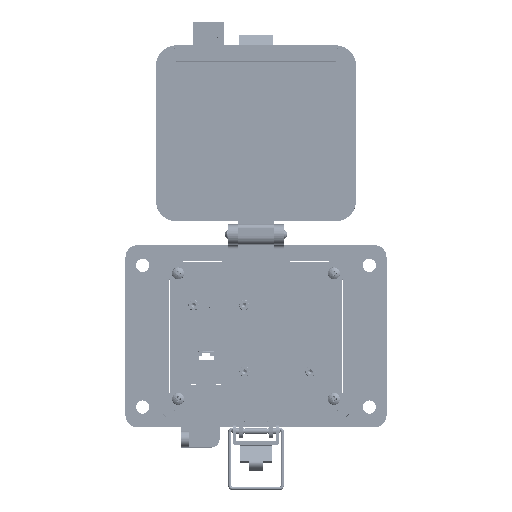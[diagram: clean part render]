
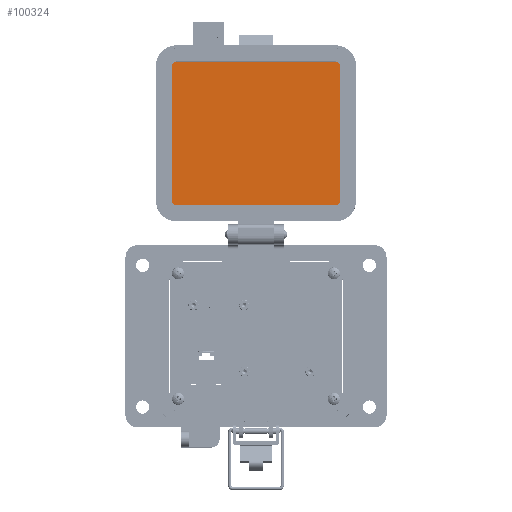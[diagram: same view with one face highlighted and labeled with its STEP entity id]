
A CAD part, top view. The second image highlights one B-rep face of the part: STEP entity #100324.
In plain terms, the highlighted planar face has unit normal (0, 0, 1).
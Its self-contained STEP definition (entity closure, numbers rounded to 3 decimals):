
#9244 = ORIENTED_EDGE ( 'NONE', *, *, #66854, .F. ) ;
#9390 = AXIS2_PLACEMENT_3D ( 'NONE', #104312, #105186, #146645 ) ;
#10936 = CARTESIAN_POINT ( 'NONE',  ( 38.212, 93.196, 19.202 ) ) ;
#13135 = CARTESIAN_POINT ( 'NONE',  ( -42.469, 60.004, 19.202 ) ) ;
#15672 = EDGE_CURVE ( 'NONE', #31511, #147010, #64786, .T. ) ;
#18627 = VERTEX_POINT ( 'NONE', #119251 ) ;
#19507 = DIRECTION ( 'NONE',  ( 0., 0., -1. ) ) ;
#24577 = ORIENTED_EDGE ( 'NONE', *, *, #62310, .F. ) ;
#25928 = VERTEX_POINT ( 'NONE', #55582 ) ;
#27153 = ORIENTED_EDGE ( 'NONE', *, *, #165416, .F. ) ;
#31511 = VERTEX_POINT ( 'NONE', #88768 ) ;
#31919 = CARTESIAN_POINT ( 'NONE',  ( -42.469, 126.389, 19.202 ) ) ;
#35861 = VECTOR ( 'NONE', #86404, 1000. ) ;
#37551 = VERTEX_POINT ( 'NONE', #169620 ) ;
#46479 = LINE ( 'NONE', #113534, #54230 ) ;
#49753 = ORIENTED_EDGE ( 'NONE', *, *, #15672, .F. ) ;
#51046 = VECTOR ( 'NONE', #118571, 1000. ) ;
#52962 = AXIS2_PLACEMENT_3D ( 'NONE', #13135, #53716, #148136 ) ;
#53716 = DIRECTION ( 'NONE',  ( 0., 0., -1. ) ) ;
#54230 = VECTOR ( 'NONE', #143443, 1000. ) ;
#55582 = CARTESIAN_POINT ( 'NONE',  ( -42.469, 57.705, 19.202 ) ) ;
#57401 = LINE ( 'NONE', #10936, #51046 ) ;
#58369 = VERTEX_POINT ( 'NONE', #121427 ) ;
#61611 = ORIENTED_EDGE ( 'NONE', *, *, #163323, .F. ) ;
#61998 = CIRCLE ( 'NONE', #70456, 2.299 ) ;
#62310 = EDGE_CURVE ( 'NONE', #37551, #31511, #57401, .T. ) ;
#63858 = CARTESIAN_POINT ( 'NONE',  ( -3.279, 57.705, 19.202 ) ) ;
#64576 = PLANE ( 'NONE',  #9390 ) ;
#64786 = CIRCLE ( 'NONE', #140919, 2.299 ) ;
#66652 = CARTESIAN_POINT ( 'NONE',  ( 35.912, 126.389, 19.202 ) ) ;
#66854 = EDGE_CURVE ( 'NONE', #58369, #18627, #158355, .T. ) ;
#69570 = EDGE_LOOP ( 'NONE', ( #49753, #24577, #131815, #61611, #9244, #128130, #27153, #123718 ) ) ;
#69687 = VERTEX_POINT ( 'NONE', #83032 ) ;
#70456 = AXIS2_PLACEMENT_3D ( 'NONE', #66652, #105517, #80773 ) ;
#74050 = LINE ( 'NONE', #151782, #35861 ) ;
#80773 = DIRECTION ( 'NONE',  ( 1., 0., 0. ) ) ;
#83032 = CARTESIAN_POINT ( 'NONE',  ( 35.912, 128.688, 19.202 ) ) ;
#86404 = DIRECTION ( 'NONE',  ( 1., 0., 0. ) ) ;
#88768 = CARTESIAN_POINT ( 'NONE',  ( 38.212, 60.004, 19.202 ) ) ;
#89960 = CARTESIAN_POINT ( 'NONE',  ( 35.912, 57.705, 19.202 ) ) ;
#96259 = LINE ( 'NONE', #63858, #159654 ) ;
#100324 = ADVANCED_FACE ( 'NONE', ( #129943 ), #64576, .T. ) ;
#101797 = EDGE_CURVE ( 'NONE', #139094, #58369, #46479, .T. ) ;
#103628 = EDGE_CURVE ( 'NONE', #69687, #37551, #61998, .T. ) ;
#104312 = CARTESIAN_POINT ( 'NONE',  ( 39.871, 130.108, 19.202 ) ) ;
#105186 = DIRECTION ( 'NONE',  ( 0., 0., 1. ) ) ;
#105517 = DIRECTION ( 'NONE',  ( 0., 0., -1. ) ) ;
#107541 = DIRECTION ( 'NONE',  ( 0., 0., -1. ) ) ;
#111308 = DIRECTION ( 'NONE',  ( 0., -1., 0. ) ) ;
#113534 = CARTESIAN_POINT ( 'NONE',  ( -44.769, 93.196, 19.202 ) ) ;
#118571 = DIRECTION ( 'NONE',  ( 0., -1., 0. ) ) ;
#118668 = CARTESIAN_POINT ( 'NONE',  ( -44.769, 60.004, 19.202 ) ) ;
#119251 = CARTESIAN_POINT ( 'NONE',  ( -42.469, 128.688, 19.202 ) ) ;
#121427 = CARTESIAN_POINT ( 'NONE',  ( -44.769, 126.389, 19.202 ) ) ;
#123718 = ORIENTED_EDGE ( 'NONE', *, *, #162888, .F. ) ;
#128130 = ORIENTED_EDGE ( 'NONE', *, *, #101797, .F. ) ;
#129012 = CIRCLE ( 'NONE', #52962, 2.299 ) ;
#129943 = FACE_OUTER_BOUND ( 'NONE', #69570, .T. ) ;
#131815 = ORIENTED_EDGE ( 'NONE', *, *, #103628, .F. ) ;
#139094 = VERTEX_POINT ( 'NONE', #118668 ) ;
#140919 = AXIS2_PLACEMENT_3D ( 'NONE', #145507, #107541, #158771 ) ;
#143443 = DIRECTION ( 'NONE',  ( 0., 1., 0. ) ) ;
#145507 = CARTESIAN_POINT ( 'NONE',  ( 35.912, 60.004, 19.202 ) ) ;
#146645 = DIRECTION ( 'NONE',  ( -1., 0., 0. ) ) ;
#146789 = DIRECTION ( 'NONE',  ( -1., 0., 0. ) ) ;
#147010 = VERTEX_POINT ( 'NONE', #89960 ) ;
#148136 = DIRECTION ( 'NONE',  ( 1., 0., 0. ) ) ;
#149946 = AXIS2_PLACEMENT_3D ( 'NONE', #31919, #19507, #111308 ) ;
#151782 = CARTESIAN_POINT ( 'NONE',  ( -3.279, 128.688, 19.202 ) ) ;
#158355 = CIRCLE ( 'NONE', #149946, 2.299 ) ;
#158771 = DIRECTION ( 'NONE',  ( 0., -1., 0. ) ) ;
#159654 = VECTOR ( 'NONE', #146789, 1000. ) ;
#162888 = EDGE_CURVE ( 'NONE', #147010, #25928, #96259, .T. ) ;
#163323 = EDGE_CURVE ( 'NONE', #18627, #69687, #74050, .T. ) ;
#165416 = EDGE_CURVE ( 'NONE', #25928, #139094, #129012, .T. ) ;
#169620 = CARTESIAN_POINT ( 'NONE',  ( 38.212, 126.389, 19.202 ) ) ;
